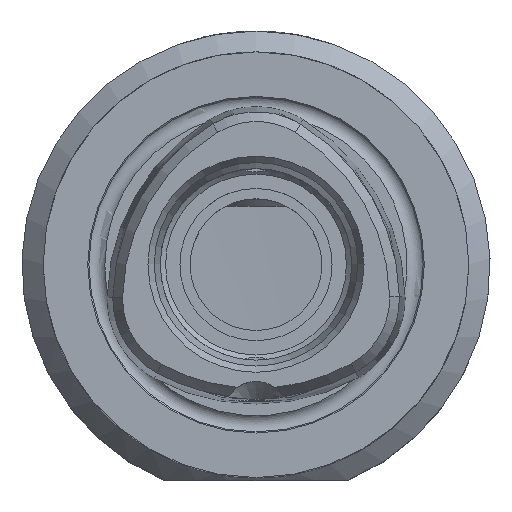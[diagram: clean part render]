
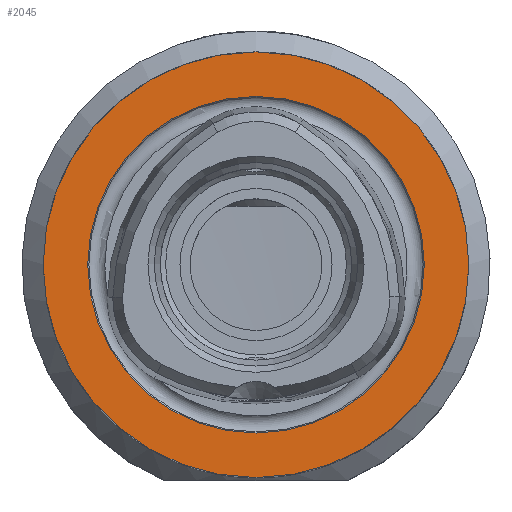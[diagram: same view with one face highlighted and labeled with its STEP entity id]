
A CAD part, top view. The second image highlights one B-rep face of the part: STEP entity #2045.
In plain terms, the highlighted planar face has unit normal (0, 0, 1).
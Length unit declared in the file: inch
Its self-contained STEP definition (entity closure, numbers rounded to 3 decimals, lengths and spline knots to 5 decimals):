
#53=FACE_BOUND('',#530,.T.);
#89=PLANE('',#2308);
#403=FACE_OUTER_BOUND('',#529,.T.);
#529=EDGE_LOOP('',(#1787));
#530=EDGE_LOOP('',(#1788));
#625=CIRCLE('',#2221,0.7874);
#659=CIRCLE('',#2304,0.62261);
#860=VERTEX_POINT('',#3737);
#918=VERTEX_POINT('',#4083);
#1116=EDGE_CURVE('',#860,#860,#625,.T.);
#1209=EDGE_CURVE('',#918,#918,#659,.T.);
#1787=ORIENTED_EDGE('',*,*,#1116,.T.);
#1788=ORIENTED_EDGE('',*,*,#1209,.T.);
#2045=ADVANCED_FACE('',(#403,#53),#89,.T.);
#2221=AXIS2_PLACEMENT_3D('',#3739,#2669,#2670);
#2304=AXIS2_PLACEMENT_3D('',#4085,#2872,#2873);
#2308=AXIS2_PLACEMENT_3D('',#4089,#2880,#2881);
#2669=DIRECTION('center_axis',(0.,0.,
1.));
#2670=DIRECTION('ref_axis',(1.,0.,0.));
#2872=DIRECTION('center_axis',(0.,0.,
-1.));
#2873=DIRECTION('ref_axis',(0.,1.,0.));
#2880=DIRECTION('center_axis',(0.,0.,
1.));
#2881=DIRECTION('ref_axis',(1.,0.,0.));
#3737=CARTESIAN_POINT('',(-1.14392,-0.10094,0.70777));
#3739=CARTESIAN_POINT('Origin',(-0.35652,-0.10094,0.70777));
#4083=CARTESIAN_POINT('',(-0.35652,-0.72354,0.70777));
#4085=CARTESIAN_POINT('Origin',(-0.35652,-0.10094,0.70777));
#4089=CARTESIAN_POINT('Origin',(-0.35652,-0.10094,0.70777));
